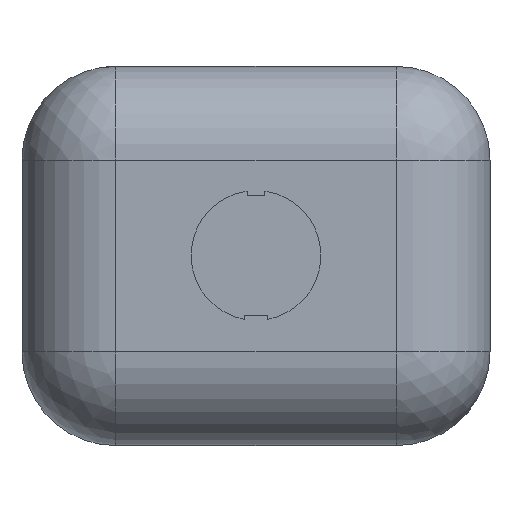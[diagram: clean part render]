
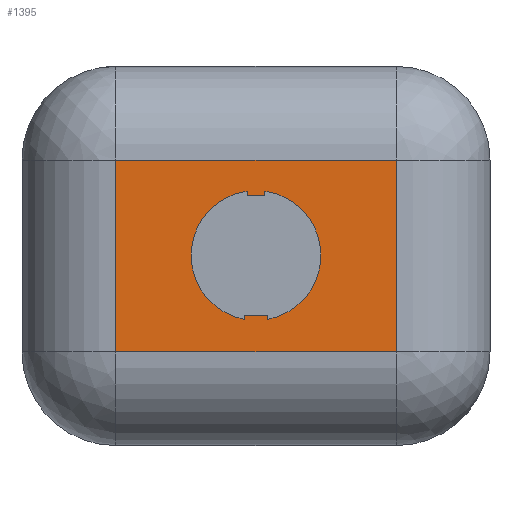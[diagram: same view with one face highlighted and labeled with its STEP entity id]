
A CAD part, front view. The second image highlights one B-rep face of the part: STEP entity #1395.
In plain terms, the highlighted planar face has unit normal (0, -1, 0).
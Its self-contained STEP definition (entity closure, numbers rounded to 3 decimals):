
#255=DIRECTION('',(0.,0.,-1.));
#256=VECTOR('',#255,32.823);
#257=CARTESIAN_POINT('',(64.022,0.,48.823));
#258=LINE('',#257,#256);
#259=DIRECTION('',(-1.,0.,0.));
#260=VECTOR('',#259,48.022);
#261=CARTESIAN_POINT('',(64.022,0.,16.));
#262=LINE('',#261,#260);
#263=DIRECTION('',(0.,0.,1.));
#264=VECTOR('',#263,32.823);
#265=CARTESIAN_POINT('',(16.,0.,16.));
#266=LINE('',#265,#264);
#267=DIRECTION('',(1.,0.,0.));
#268=VECTOR('',#267,48.022);
#269=CARTESIAN_POINT('',(16.,0.,48.823));
#270=LINE('',#269,#268);
#271=DIRECTION('',(0.,0.,-1.));
#272=VECTOR('',#271,0.689);
#273=CARTESIAN_POINT('',(42.035,0.,22.275));
#274=LINE('',#273,#272);
#275=CARTESIAN_POINT('',(40.01,0.,32.5));
#276=DIRECTION('',(0.,-1.,0.));
#277=DIRECTION('',(0.182,0.,-0.983));
#278=AXIS2_PLACEMENT_3D('',#275,#276,#277);
#280=DIRECTION('',(0.,0.,-1.));
#281=VECTOR('',#280,0.77);
#282=CARTESIAN_POINT('',(41.535,0.,43.495));
#283=LINE('',#282,#281);
#284=DIRECTION('',(-1.,0.,0.));
#285=VECTOR('',#284,3.05);
#286=CARTESIAN_POINT('',(41.535,0.,42.725));
#287=LINE('',#286,#285);
#288=DIRECTION('',(0.,0.,1.));
#289=VECTOR('',#288,0.77);
#290=CARTESIAN_POINT('',(38.485,0.,42.725));
#291=LINE('',#290,#289);
#292=CARTESIAN_POINT('',(40.01,0.,32.5));
#293=DIRECTION('',(0.,-1.,0.));
#294=DIRECTION('',(-0.137,0.,0.991));
#295=AXIS2_PLACEMENT_3D('',#292,#293,#294);
#297=DIRECTION('',(0.,0.,1.));
#298=VECTOR('',#297,0.689);
#299=CARTESIAN_POINT('',(37.985,0.,21.586));
#300=LINE('',#299,#298);
#301=DIRECTION('',(1.,0.,0.));
#302=VECTOR('',#301,4.05);
#303=CARTESIAN_POINT('',(37.985,0.,22.275));
#304=LINE('',#303,#302);
#893=CARTESIAN_POINT('',(64.022,0.,48.823));
#894=CARTESIAN_POINT('',(64.022,0.,16.));
#895=VERTEX_POINT('',#893);
#896=VERTEX_POINT('',#894);
#901=CARTESIAN_POINT('',(16.,0.,16.));
#902=VERTEX_POINT('',#901);
#907=CARTESIAN_POINT('',(16.,0.,48.823));
#908=VERTEX_POINT('',#907);
#931=CARTESIAN_POINT('',(42.035,0.,22.275));
#932=CARTESIAN_POINT('',(42.035,0.,21.586));
#933=VERTEX_POINT('',#931);
#934=VERTEX_POINT('',#932);
#935=CARTESIAN_POINT('',(41.535,0.,43.495));
#936=VERTEX_POINT('',#935);
#937=CARTESIAN_POINT('',(41.535,0.,42.725));
#938=VERTEX_POINT('',#937);
#939=CARTESIAN_POINT('',(38.485,0.,42.725));
#940=VERTEX_POINT('',#939);
#941=CARTESIAN_POINT('',(38.485,0.,43.495));
#942=VERTEX_POINT('',#941);
#943=CARTESIAN_POINT('',(37.985,0.,21.586));
#944=VERTEX_POINT('',#943);
#945=CARTESIAN_POINT('',(37.985,0.,22.275));
#946=VERTEX_POINT('',#945);
#1364=CARTESIAN_POINT('',(0.,0.,0.));
#1365=DIRECTION('',(0.,-1.,0.));
#1366=DIRECTION('',(1.,0.,0.));
#1367=AXIS2_PLACEMENT_3D('',#1364,#1365,#1366);
#1368=PLANE('',#1367);
#1369=ORIENTED_EDGE('',*,*,#1357,.T.);
#1370=ORIENTED_EDGE('',*,*,#1164,.T.);
#1372=ORIENTED_EDGE('',*,*,#1371,.T.);
#1374=ORIENTED_EDGE('',*,*,#1373,.T.);
#1375=EDGE_LOOP('',(#1369,#1370,#1372,#1374));
#1376=FACE_OUTER_BOUND('',#1375,.F.);
#1378=ORIENTED_EDGE('',*,*,#1377,.T.);
#1380=ORIENTED_EDGE('',*,*,#1379,.T.);
#1382=ORIENTED_EDGE('',*,*,#1381,.T.);
#1384=ORIENTED_EDGE('',*,*,#1383,.T.);
#1386=ORIENTED_EDGE('',*,*,#1385,.T.);
#1388=ORIENTED_EDGE('',*,*,#1387,.T.);
#1390=ORIENTED_EDGE('',*,*,#1389,.T.);
#1392=ORIENTED_EDGE('',*,*,#1391,.T.);
#1393=EDGE_LOOP('',(#1378,#1380,#1382,#1384,#1386,#1388,#1390,#1392));
#1394=FACE_BOUND('',#1393,.F.);
#279=CIRCLE('',#278,11.1);
#296=CIRCLE('',#295,11.1);
#1164=EDGE_CURVE('',#896,#902,#262,.T.);
#1357=EDGE_CURVE('',#895,#896,#258,.T.);
#1371=EDGE_CURVE('',#902,#908,#266,.T.);
#1373=EDGE_CURVE('',#908,#895,#270,.T.);
#1377=EDGE_CURVE('',#933,#934,#274,.T.);
#1379=EDGE_CURVE('',#934,#936,#279,.T.);
#1381=EDGE_CURVE('',#936,#938,#283,.T.);
#1383=EDGE_CURVE('',#938,#940,#287,.T.);
#1385=EDGE_CURVE('',#940,#942,#291,.T.);
#1387=EDGE_CURVE('',#942,#944,#296,.T.);
#1389=EDGE_CURVE('',#944,#946,#300,.T.);
#1391=EDGE_CURVE('',#946,#933,#304,.T.);
#1395=ADVANCED_FACE('',(#1376,#1394),#1368,.T.);
